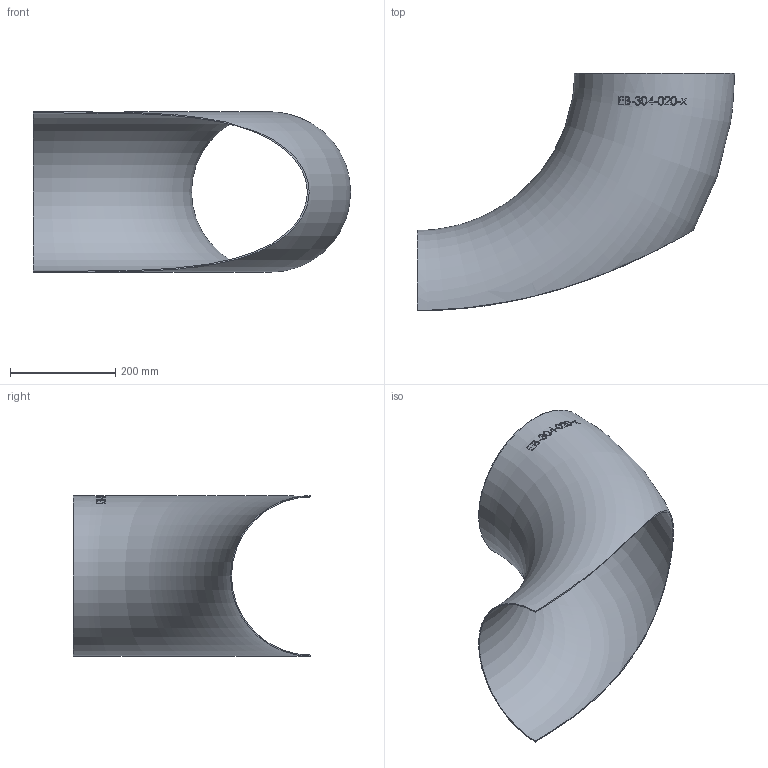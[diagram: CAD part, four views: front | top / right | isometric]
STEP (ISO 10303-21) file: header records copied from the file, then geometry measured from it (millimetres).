
FILE_DESCRIPTION (( 'STEP AP214' ), '1' );
FILE_NAME ('EB-304-020-x Einschweissbogen 1904.STEP', '2019-04-02T07:32:29', ( '' ), ( '' ), 'SwSTEP 2.0', 'SolidWorks 2016', '' );
FILE_SCHEMA (( 'AUTOMOTIVE_DESIGN' ));
Length unit declared in the file: millimetre
Products named in the file (1): EB-304-020-x Einschweissbogen 1904
Bounding box: 602 x 450 x 304.1 mm (x, y, z)
Volume: 912228.9 mm3; surface area: 911268.2 mm2
Topology: 1 solids, 1 shells, 147 faces, 395 edges, 266 vertices
Faces by surface type: plane 70, bspline 57, torus 20
Entity records: 12174 total; most frequent: CARTESIAN_POINT 7660, ORIENTED_EDGE 780, EDGE_CURVE 390, DIRECTION 316, VERTEX_POINT 264, B_SPLINE_CURVE_WITH_KNOTS 260, EDGE_LOOP 168, FACE_OUTER_BOUND 149
